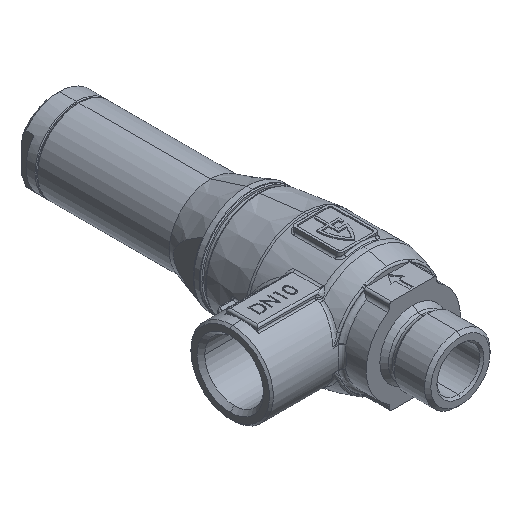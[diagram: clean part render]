
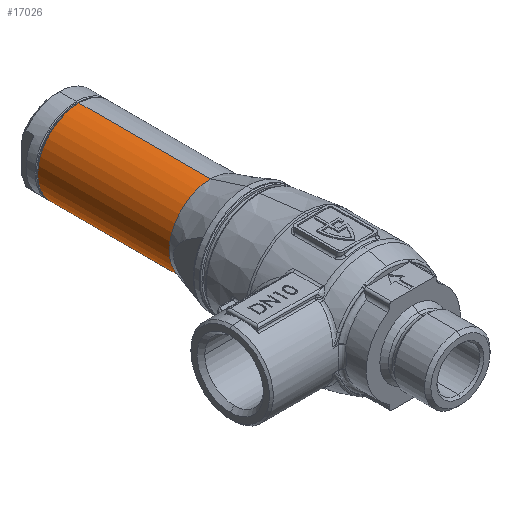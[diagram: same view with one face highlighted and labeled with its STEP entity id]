
A CAD part, isometric view. The second image highlights one B-rep face of the part: STEP entity #17026.
In plain terms, the highlighted cylindrical face has radius 10.5 mm (diameter 21 mm), a partial arc.
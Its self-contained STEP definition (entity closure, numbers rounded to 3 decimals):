
#373 = AXIS2_PLACEMENT_3D ( 'NONE', #25437, #25568, #25570 ) ;
#2120 = AXIS2_PLACEMENT_3D ( 'NONE', #19514, #19515, #19516 ) ;
#2235 = AXIS2_PLACEMENT_3D ( 'NONE', #19498, #19499, #19500 ) ;
#2288 = VECTOR ( 'NONE', #19478, 1000. ) ;
#2749 = CIRCLE ( 'NONE', #2235, 10.5 ) ;
#2751 = VECTOR ( 'NONE', #19482, 1000. ) ;
#2822 = CIRCLE ( 'NONE', #2120, 10.5 ) ;
#13862 = VERTEX_POINT ( 'NONE', #25795 ) ;
#13935 = VERTEX_POINT ( 'NONE', #25953 ) ;
#14320 = EDGE_CURVE ( 'NONE', #13935, #22895, #19471, .T. ) ;
#14321 = EDGE_CURVE ( 'NONE', #13862, #22855, #19479, .T. ) ;
#14327 = EDGE_CURVE ( 'NONE', #13935, #13862, #2749, .T. ) ;
#14333 = EDGE_CURVE ( 'NONE', #22895, #22855, #2822, .T. ) ;
#17026 = ADVANCED_FACE ( 'NONE', ( #25488 ), #25493, .T. ) ;
#19471 = LINE ( 'NONE', #19477, #2288 ) ;
#19477 = CARTESIAN_POINT ( 'NONE',  ( 0., 7.384, 10.5 ) ) ;
#19478 = DIRECTION ( 'NONE',  ( 0., -1., 0. ) ) ;
#19479 = LINE ( 'NONE', #19481, #2751 ) ;
#19481 = CARTESIAN_POINT ( 'NONE',  ( 0., 7.384, -10.5 ) ) ;
#19482 = DIRECTION ( 'NONE',  ( 0., -1., 0. ) ) ;
#19498 = CARTESIAN_POINT ( 'NONE',  ( 0., 61.884, 0. ) ) ;
#19499 = DIRECTION ( 'NONE',  ( 0., -1., 0. ) ) ;
#19500 = DIRECTION ( 'NONE',  ( 0., 0., 1. ) ) ;
#19514 = CARTESIAN_POINT ( 'NONE',  ( 0., 28.384, 0. ) ) ;
#19515 = DIRECTION ( 'NONE',  ( 0., -1., 0. ) ) ;
#19516 = DIRECTION ( 'NONE',  ( 0., 0., -1. ) ) ;
#21162 = EDGE_LOOP ( 'NONE', ( #22720, #22927, #22852, #22737 ) ) ;
#22720 = ORIENTED_EDGE ( 'NONE', *, *, #14320, .F. ) ;
#22737 = ORIENTED_EDGE ( 'NONE', *, *, #14333, .F. ) ;
#22852 = ORIENTED_EDGE ( 'NONE', *, *, #14321, .T. ) ;
#22855 = VERTEX_POINT ( 'NONE', #27811 ) ;
#22895 = VERTEX_POINT ( 'NONE', #28950 ) ;
#22927 = ORIENTED_EDGE ( 'NONE', *, *, #14327, .T. ) ;
#25437 = CARTESIAN_POINT ( 'NONE',  ( 0., 7.384, 0. ) ) ;
#25488 = FACE_OUTER_BOUND ( 'NONE', #21162, .T. ) ;
#25493 = CYLINDRICAL_SURFACE ( 'NONE', #373, 10.5 ) ;
#25568 = DIRECTION ( 'NONE',  ( 0., -1., 0. ) ) ;
#25570 = DIRECTION ( 'NONE',  ( 0., 0., -1. ) ) ;
#25795 = CARTESIAN_POINT ( 'NONE',  ( 0., 61.884, -10.5 ) ) ;
#25953 = CARTESIAN_POINT ( 'NONE',  ( 0., 61.884, 10.5 ) ) ;
#27811 = CARTESIAN_POINT ( 'NONE',  ( 0., 28.384, -10.5 ) ) ;
#28950 = CARTESIAN_POINT ( 'NONE',  ( 0., 28.384, 10.5 ) ) ;
